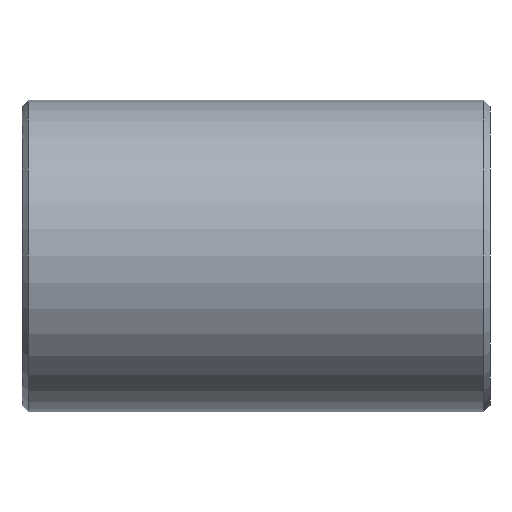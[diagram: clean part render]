
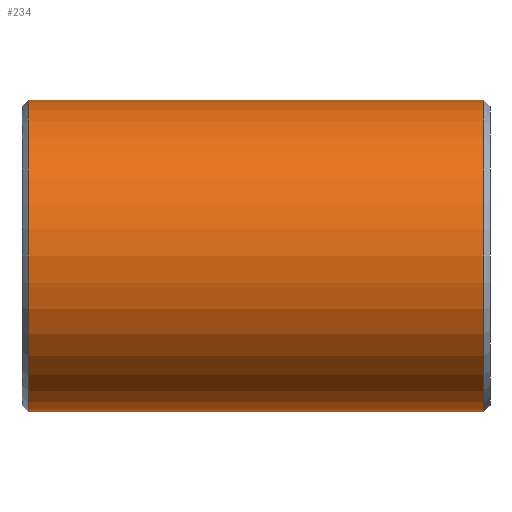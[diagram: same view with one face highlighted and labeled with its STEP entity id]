
A CAD part, left-side view. The second image highlights one B-rep face of the part: STEP entity #234.
In plain terms, the highlighted cylindrical face has radius 3.171 mm (diameter 6.342 mm), a partial arc.
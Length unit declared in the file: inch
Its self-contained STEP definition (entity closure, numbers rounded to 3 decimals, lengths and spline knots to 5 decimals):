
#3 = CARTESIAN_POINT ( 'NONE',  ( 0., 0.37, -0.12485 ) ) ;
#5 = ORIENTED_EDGE ( 'NONE', *, *, #184, .T. ) ;
#9 = DIRECTION ( 'NONE',  ( 0., 0., -1. ) ) ;
#14 = DIRECTION ( 'NONE',  ( 0., -1., 0. ) ) ;
#21 = CARTESIAN_POINT ( 'NONE',  ( 0., 0.37, 0.12485 ) ) ;
#27 = ORIENTED_EDGE ( 'NONE', *, *, #165, .T. ) ;
#32 = AXIS2_PLACEMENT_3D ( 'NONE', #282, #14, #9 ) ;
#36 = CARTESIAN_POINT ( 'NONE',  ( 0., 0.005, 0.12485 ) ) ;
#50 = CARTESIAN_POINT ( 'NONE',  ( 0., 0.375, -0.12485 ) ) ;
#52 = CARTESIAN_POINT ( 'NONE',  ( 0., 0.005, -0.12485 ) ) ;
#60 = AXIS2_PLACEMENT_3D ( 'NONE', #344, #87, #88 ) ;
#67 = AXIS2_PLACEMENT_3D ( 'NONE', #101, #317, #139 ) ;
#87 = DIRECTION ( 'NONE',  ( 0., -1., 0. ) ) ;
#88 = DIRECTION ( 'NONE',  ( 0., 0., 1. ) ) ;
#101 = CARTESIAN_POINT ( 'NONE',  ( 0., 0.005, 0. ) ) ;
#108 = FACE_OUTER_BOUND ( 'NONE', #325, .T. ) ;
#139 = DIRECTION ( 'NONE',  ( 0., 0., 1. ) ) ;
#143 = CIRCLE ( 'NONE', #60, 0.12485 ) ;
#146 = VECTOR ( 'NONE', #266, 39.37008 ) ;
#151 = VECTOR ( 'NONE', #263, 39.37008 ) ;
#157 = EDGE_CURVE ( 'NONE', #333, #265, #200, .T. ) ;
#165 = EDGE_CURVE ( 'NONE', #257, #265, #181, .T. ) ;
#167 = CARTESIAN_POINT ( 'NONE',  ( 0., 0.375, 0.12485 ) ) ;
#168 = LINE ( 'NONE', #50, #146 ) ;
#169 = ORIENTED_EDGE ( 'NONE', *, *, #157, .F. ) ;
#170 = EDGE_CURVE ( 'NONE', #328, #257, #168, .T. ) ;
#181 = CIRCLE ( 'NONE', #67, 0.12485 ) ;
#184 = EDGE_CURVE ( 'NONE', #333, #328, #143, .T. ) ;
#200 = LINE ( 'NONE', #167, #151 ) ;
#234 = ADVANCED_FACE ( 'NONE', ( #108 ), #348, .T. ) ;
#257 = VERTEX_POINT ( 'NONE', #52 ) ;
#263 = DIRECTION ( 'NONE',  ( 0., -1., 0. ) ) ;
#265 = VERTEX_POINT ( 'NONE', #36 ) ;
#266 = DIRECTION ( 'NONE',  ( 0., -1., 0. ) ) ;
#282 = CARTESIAN_POINT ( 'NONE',  ( 0., 0.375, 0. ) ) ;
#306 = ORIENTED_EDGE ( 'NONE', *, *, #170, .T. ) ;
#317 = DIRECTION ( 'NONE',  ( 0., 1., 0. ) ) ;
#325 = EDGE_LOOP ( 'NONE', ( #169, #5, #306, #27 ) ) ;
#328 = VERTEX_POINT ( 'NONE', #3 ) ;
#333 = VERTEX_POINT ( 'NONE', #21 ) ;
#344 = CARTESIAN_POINT ( 'NONE',  ( 0., 0.37, 0. ) ) ;
#348 = CYLINDRICAL_SURFACE ( 'NONE', #32, 0.12485 ) ;
